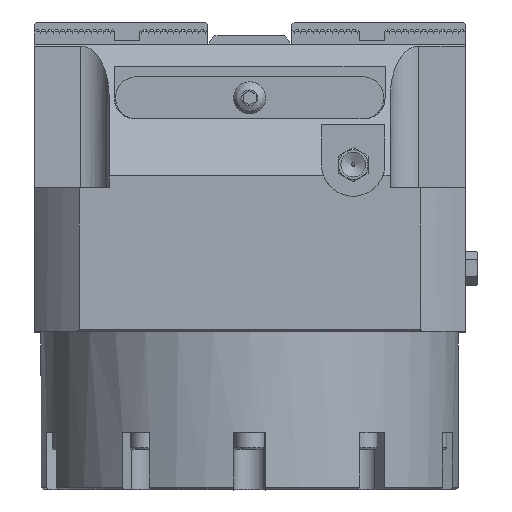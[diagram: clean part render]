
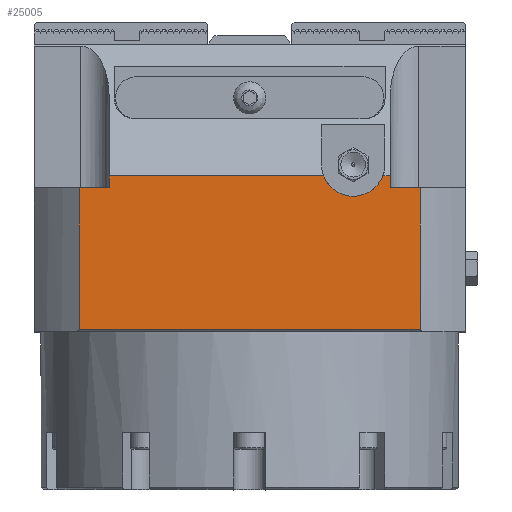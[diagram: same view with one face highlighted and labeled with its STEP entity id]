
A CAD part, top view. The second image highlights one B-rep face of the part: STEP entity #25005.
In plain terms, the highlighted planar face has unit normal (0, 0, 1).
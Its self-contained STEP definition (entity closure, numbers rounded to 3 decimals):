
#1314=PLANE('',#26632);
#2417=FACE_OUTER_BOUND('',#3716,.T.);
#3716=EDGE_LOOP('',(#17783,#17784,#17785,#17786,#17787,#17788,#17789,#17790,
#17791,#17792));
#5101=LINE('',#36518,#7870);
#5102=LINE('',#36520,#7871);
#5103=LINE('',#36522,#7872);
#5104=LINE('',#36524,#7873);
#5105=LINE('',#36526,#7874);
#5106=LINE('',#36528,#7875);
#5107=LINE('',#36530,#7876);
#5108=LINE('',#36532,#7877);
#5109=LINE('',#36533,#7878);
#7870=VECTOR('',#29139,66.5);
#7871=VECTOR('',#29140,2.823);
#7872=VECTOR('',#29141,7.049);
#7873=VECTOR('',#29142,33.5);
#7874=VECTOR('',#29143,80.598);
#7875=VECTOR('',#29144,33.5);
#7876=VECTOR('',#29145,7.049);
#7877=VECTOR('',#29146,2.823);
#7878=VECTOR('',#29147,66.5);
#10598=CIRCLE('',#26628,7.5);
#11238=VERTEX_POINT('',#36495);
#11242=VERTEX_POINT('',#36503);
#11245=VERTEX_POINT('',#36517);
#11246=VERTEX_POINT('',#36519);
#11247=VERTEX_POINT('',#36521);
#11248=VERTEX_POINT('',#36523);
#11249=VERTEX_POINT('',#36525);
#11250=VERTEX_POINT('',#36527);
#11251=VERTEX_POINT('',#36529);
#11252=VERTEX_POINT('',#36531);
#13837=EDGE_CURVE('',#11238,#11242,#10598,.T.);
#13843=EDGE_CURVE('',#11242,#11245,#5101,.T.);
#13844=EDGE_CURVE('',#11246,#11245,#5102,.T.);
#13845=EDGE_CURVE('',#11247,#11246,#5103,.T.);
#13846=EDGE_CURVE('',#11248,#11247,#5104,.T.);
#13847=EDGE_CURVE('',#11249,#11248,#5105,.T.);
#13848=EDGE_CURVE('',#11250,#11249,#5106,.T.);
#13849=EDGE_CURVE('',#11251,#11250,#5107,.T.);
#13850=EDGE_CURVE('',#11251,#11252,#5108,.T.);
#13851=EDGE_CURVE('',#11252,#11238,#5109,.T.);
#17783=ORIENTED_EDGE('',*,*,#13837,.T.);
#17784=ORIENTED_EDGE('',*,*,#13843,.T.);
#17785=ORIENTED_EDGE('',*,*,#13844,.F.);
#17786=ORIENTED_EDGE('',*,*,#13845,.F.);
#17787=ORIENTED_EDGE('',*,*,#13846,.F.);
#17788=ORIENTED_EDGE('',*,*,#13847,.F.);
#17789=ORIENTED_EDGE('',*,*,#13848,.F.);
#17790=ORIENTED_EDGE('',*,*,#13849,.F.);
#17791=ORIENTED_EDGE('',*,*,#13850,.T.);
#17792=ORIENTED_EDGE('',*,*,#13851,.T.);
#25005=ADVANCED_FACE('',(#2417),#1314,.F.);
#26628=AXIS2_PLACEMENT_3D('',#36505,#29124,#29125);
#26632=AXIS2_PLACEMENT_3D('',#36516,#29137,#29138);
#29124=DIRECTION('center_axis',(0.,0.,-1.));
#29125=DIRECTION('ref_axis',(-1.,0.,0.));
#29137=DIRECTION('center_axis',(0.,0.,-1.));
#29138=DIRECTION('ref_axis',(-1.,0.,0.));
#29139=DIRECTION('',(-1.,0.,0.));
#29140=DIRECTION('',(0.,1.,0.));
#29141=DIRECTION('',(1.,0.,0.));
#29142=DIRECTION('',(0.,1.,0.));
#29143=DIRECTION('',(-1.,0.,0.));
#29144=DIRECTION('',(0.,-1.,0.));
#29145=DIRECTION('',(1.,0.,0.));
#29146=DIRECTION('',(0.,1.,0.));
#29147=DIRECTION('',(-1.,0.,0.));
#36495=CARTESIAN_POINT('',(31.506,36.823,51.));
#36503=CARTESIAN_POINT('',(17.494,36.823,51.));
#36505=CARTESIAN_POINT('Origin',(24.5,39.5,51.));
#36516=CARTESIAN_POINT('Origin',(51.,36.823,51.));
#36517=CARTESIAN_POINT('',(-33.25,36.823,51.));
#36518=CARTESIAN_POINT('',(33.25,36.823,51.));
#36519=CARTESIAN_POINT('',(-33.25,34.,51.));
#36520=CARTESIAN_POINT('',(-33.25,34.,51.));
#36521=CARTESIAN_POINT('',(-40.299,34.,51.));
#36522=CARTESIAN_POINT('',(-40.299,34.,51.));
#36523=CARTESIAN_POINT('',(-40.299,0.5,51.));
#36524=CARTESIAN_POINT('',(-40.299,0.5,51.));
#36525=CARTESIAN_POINT('',(40.299,0.5,51.));
#36526=CARTESIAN_POINT('',(40.299,0.5,51.));
#36527=CARTESIAN_POINT('',(40.299,34.,51.));
#36528=CARTESIAN_POINT('',(40.299,34.,51.));
#36529=CARTESIAN_POINT('',(33.25,34.,51.));
#36530=CARTESIAN_POINT('',(33.25,34.,51.));
#36531=CARTESIAN_POINT('',(33.25,36.823,51.));
#36532=CARTESIAN_POINT('',(33.25,34.,51.));
#36533=CARTESIAN_POINT('',(33.25,36.823,51.));
